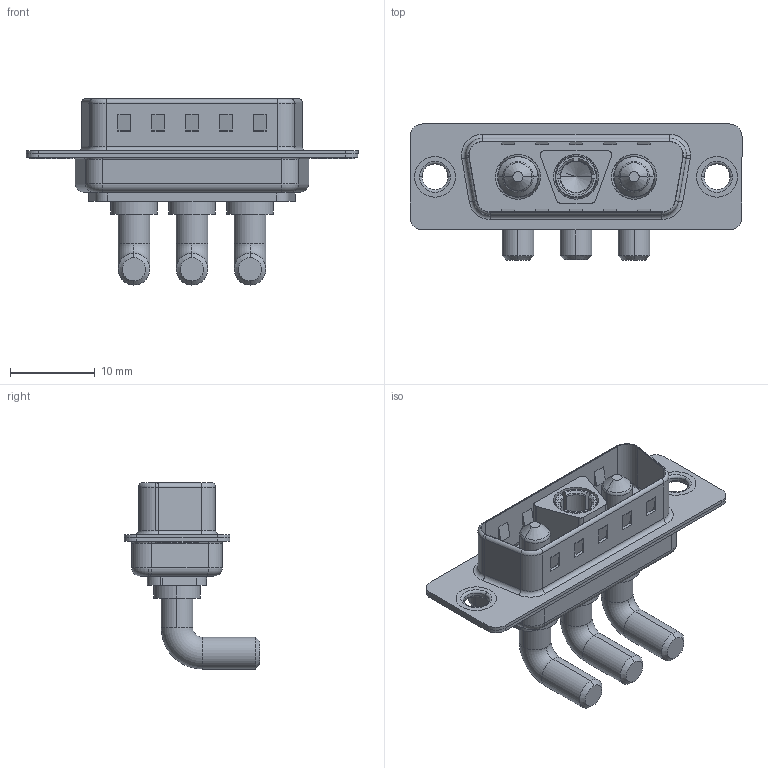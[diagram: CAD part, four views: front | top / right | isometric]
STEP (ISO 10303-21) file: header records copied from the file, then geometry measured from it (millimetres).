
FILE_DESCRIPTION (( 'STEP AP203' ), '1' );
FILE_NAME ('629-3WK3640-4N1.STEP', '2022-05-05T13:16:45', ( '' ), ( '' ), 'SwSTEP 2.0', 'SolidWorks 2020', '' );
FILE_SCHEMA (( 'CONFIG_CONTROL_DESIGN' ));
Length unit declared in the file: millimetre
Products named in the file (7): Power Socket_40A RA; 629-3WK3640-4N1; Power Pin_40A RA; 629Combo Housing_3WK3; 629Combo Thru Hole Rivet; 629Combo Shell Rear_15 Contacts; 629Combo Shell Front_15 Contacts
Assembly tree (8 placements, depth 2):
  629-3WK3640-4N1
    629Combo Housing_3WK3
    629Combo Shell Rear_15 Contacts
    629Combo Shell Front_15 Contacts
    629Combo Thru Hole Rivet  x2
    Power Socket_40A RA
    Power Pin_40A RA  x2
Bounding box: 39.2 x 16.05 x 21.98 mm (x, y, z)
Volume: 2495.3 mm3; surface area: 5348.9 mm2
Topology: 11 solids, 11 shells, 488 faces, 1192 edges, 745 vertices
Faces by surface type: plane 193, cylinder 189, torus 72, cone 31, bspline 3
Entity records: 13870 total; most frequent: CARTESIAN_POINT 2514, DIRECTION 2336, ORIENTED_EDGE 2132, EDGE_CURVE 1066, AXIS2_PLACEMENT_3D 886, VERTEX_POINT 673, VECTOR 564, LINE 564
